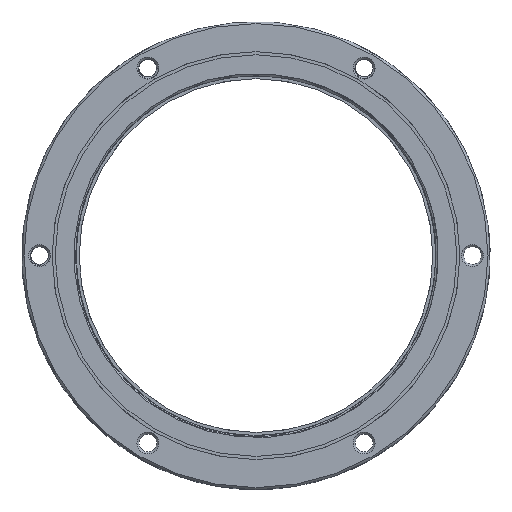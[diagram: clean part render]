
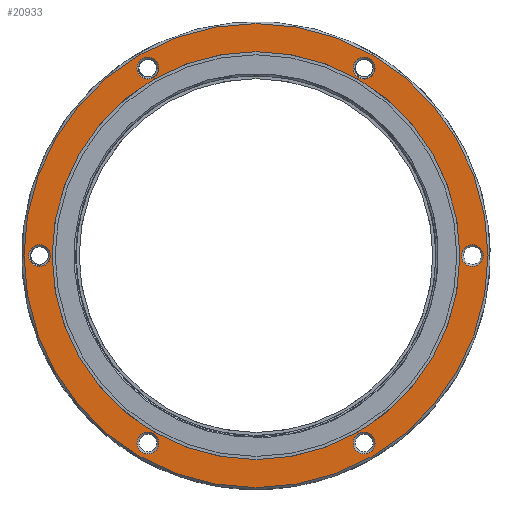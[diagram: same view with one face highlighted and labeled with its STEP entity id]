
A CAD part, left-side view. The second image highlights one B-rep face of the part: STEP entity #20933.
In plain terms, the highlighted planar face has unit normal (-1, 0, 0).
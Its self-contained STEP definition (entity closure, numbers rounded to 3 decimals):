
#579 = CARTESIAN_POINT ( 'NONE',  ( 8., 22.5, 0. ) ) ;
#1362 = ORIENTED_EDGE ( 'NONE', *, *, #22561, .T. ) ;
#1395 = AXIS2_PLACEMENT_3D ( 'NONE', #13547, #23717, #1871 ) ;
#1871 = DIRECTION ( 'NONE',  ( 0., 0., -1. ) ) ;
#2027 = FACE_BOUND ( 'NONE', #23443, .T. ) ;
#2176 = ORIENTED_EDGE ( 'NONE', *, *, #25189, .T. ) ;
#2399 = EDGE_CURVE ( 'NONE', #21146, #21146, #19094, .T. ) ;
#3106 = CIRCLE ( 'NONE', #8960, 1.05 ) ;
#3188 = DIRECTION ( 'NONE',  ( 0., 0., -1. ) ) ;
#3245 = DIRECTION ( 'NONE',  ( 0., 0., 1. ) ) ;
#3256 = EDGE_LOOP ( 'NONE', ( #1362 ) ) ;
#3280 = ORIENTED_EDGE ( 'NONE', *, *, #17689, .F. ) ;
#3378 = CARTESIAN_POINT ( 'NONE',  ( 8., 20.8, -1.05 ) ) ;
#3411 = EDGE_LOOP ( 'NONE', ( #9471 ) ) ;
#3489 = EDGE_LOOP ( 'NONE', ( #13283 ) ) ;
#3556 = AXIS2_PLACEMENT_3D ( 'NONE', #10089, #19875, #23967 ) ;
#4219 = AXIS2_PLACEMENT_3D ( 'NONE', #6498, #12402, #14759 ) ;
#5053 = EDGE_LOOP ( 'NONE', ( #12040 ) ) ;
#5459 = DIRECTION ( 'NONE',  ( -1., 0., 0. ) ) ;
#6029 = CIRCLE ( 'NONE', #3556, 22.3 ) ;
#6317 = FACE_BOUND ( 'NONE', #3489, .T. ) ;
#6378 = AXIS2_PLACEMENT_3D ( 'NONE', #579, #22015, #22274 ) ;
#6498 = CARTESIAN_POINT ( 'NONE',  ( 8., -10.4, -18.013 ) ) ;
#6525 = ORIENTED_EDGE ( 'NONE', *, *, #20429, .T. ) ;
#7578 = CIRCLE ( 'NONE', #4219, 1.05 ) ;
#7833 = CARTESIAN_POINT ( 'NONE',  ( 8., -10.4, 16.963 ) ) ;
#8420 = FACE_BOUND ( 'NONE', #24610, .T. ) ;
#8459 = CARTESIAN_POINT ( 'NONE',  ( 8., 20.8, 0. ) ) ;
#8760 = VERTEX_POINT ( 'NONE', #24746 ) ;
#8960 = AXIS2_PLACEMENT_3D ( 'NONE', #8459, #16436, #11872 ) ;
#9142 = DIRECTION ( 'NONE',  ( 1., 0., 0. ) ) ;
#9471 = ORIENTED_EDGE ( 'NONE', *, *, #24436, .T. ) ;
#9789 = VERTEX_POINT ( 'NONE', #7833 ) ;
#9855 = DIRECTION ( 'NONE',  ( 1., 0., 0. ) ) ;
#10089 = CARTESIAN_POINT ( 'NONE',  ( 8., 0., 0. ) ) ;
#11176 = AXIS2_PLACEMENT_3D ( 'NONE', #19185, #9142, #25110 ) ;
#11619 = VERTEX_POINT ( 'NONE', #13732 ) ;
#11872 = DIRECTION ( 'NONE',  ( 0., 0., -1. ) ) ;
#11970 = FACE_BOUND ( 'NONE', #3411, .T. ) ;
#12040 = ORIENTED_EDGE ( 'NONE', *, *, #24296, .T. ) ;
#12357 = FACE_OUTER_BOUND ( 'NONE', #15751, .T. ) ;
#12402 = DIRECTION ( 'NONE',  ( 1., 0., 0. ) ) ;
#12621 = ORIENTED_EDGE ( 'NONE', *, *, #12833, .T. ) ;
#12833 = EDGE_CURVE ( 'NONE', #8760, #8760, #6029, .T. ) ;
#13283 = ORIENTED_EDGE ( 'NONE', *, *, #2399, .T. ) ;
#13343 = VERTEX_POINT ( 'NONE', #3378 ) ;
#13547 = CARTESIAN_POINT ( 'NONE',  ( 8., -10.4, 18.013 ) ) ;
#13732 = CARTESIAN_POINT ( 'NONE',  ( 8., -10.4, -19.063 ) ) ;
#13775 = CIRCLE ( 'NONE', #16645, 19.6 ) ;
#14329 = PLANE ( 'NONE',  #6378 ) ;
#14759 = DIRECTION ( 'NONE',  ( 0., 0., -1. ) ) ;
#15297 = CARTESIAN_POINT ( 'NONE',  ( 8., 10.4, 16.963 ) ) ;
#15678 = VERTEX_POINT ( 'NONE', #17359 ) ;
#15751 = EDGE_LOOP ( 'NONE', ( #12621 ) ) ;
#16109 = DIRECTION ( 'NONE',  ( 0., 0., -1. ) ) ;
#16264 = FACE_BOUND ( 'NONE', #3256, .T. ) ;
#16436 = DIRECTION ( 'NONE',  ( 1., 0., 0. ) ) ;
#16645 = AXIS2_PLACEMENT_3D ( 'NONE', #19696, #5459, #3245 ) ;
#16782 = CARTESIAN_POINT ( 'NONE',  ( 8., -20.8, 0. ) ) ;
#16833 = AXIS2_PLACEMENT_3D ( 'NONE', #16782, #25054, #3188 ) ;
#17359 = CARTESIAN_POINT ( 'NONE',  ( 8., -20.8, -1.05 ) ) ;
#17525 = EDGE_LOOP ( 'NONE', ( #2176 ) ) ;
#17621 = VERTEX_POINT ( 'NONE', #25753 ) ;
#17689 = EDGE_CURVE ( 'NONE', #17621, #17621, #13775, .T. ) ;
#18079 = FACE_BOUND ( 'NONE', #17525, .T. ) ;
#19094 = CIRCLE ( 'NONE', #11176, 1.05 ) ;
#19185 = CARTESIAN_POINT ( 'NONE',  ( 8., 10.4, 18.013 ) ) ;
#19331 = VERTEX_POINT ( 'NONE', #25627 ) ;
#19696 = CARTESIAN_POINT ( 'NONE',  ( 8., 0., 0. ) ) ;
#19757 = CIRCLE ( 'NONE', #1395, 1.05 ) ;
#19875 = DIRECTION ( 'NONE',  ( -1., 0., 0. ) ) ;
#20429 = EDGE_CURVE ( 'NONE', #19331, #19331, #21823, .T. ) ;
#20933 = ADVANCED_FACE ( 'NONE', ( #12357, #2027, #16264, #24268, #11970, #6317, #18079, #8420 ), #14329, .F. ) ;
#21146 = VERTEX_POINT ( 'NONE', #15297 ) ;
#21823 = CIRCLE ( 'NONE', #25187, 1.05 ) ;
#22015 = DIRECTION ( 'NONE',  ( 1., 0., 0. ) ) ;
#22274 = DIRECTION ( 'NONE',  ( 0., 0., -1. ) ) ;
#22561 = EDGE_CURVE ( 'NONE', #11619, #11619, #7578, .T. ) ;
#23443 = EDGE_LOOP ( 'NONE', ( #6525 ) ) ;
#23717 = DIRECTION ( 'NONE',  ( 1., 0., 0. ) ) ;
#23967 = DIRECTION ( 'NONE',  ( 0., 0., -1. ) ) ;
#24268 = FACE_BOUND ( 'NONE', #5053, .T. ) ;
#24296 = EDGE_CURVE ( 'NONE', #15678, #15678, #24396, .T. ) ;
#24396 = CIRCLE ( 'NONE', #16833, 1.05 ) ;
#24436 = EDGE_CURVE ( 'NONE', #9789, #9789, #19757, .T. ) ;
#24610 = EDGE_LOOP ( 'NONE', ( #3280 ) ) ;
#24746 = CARTESIAN_POINT ( 'NONE',  ( 8., 0., -22.3 ) ) ;
#25054 = DIRECTION ( 'NONE',  ( 1., 0., 0. ) ) ;
#25110 = DIRECTION ( 'NONE',  ( 0., 0., -1. ) ) ;
#25187 = AXIS2_PLACEMENT_3D ( 'NONE', #25811, #9855, #16109 ) ;
#25189 = EDGE_CURVE ( 'NONE', #13343, #13343, #3106, .T. ) ;
#25627 = CARTESIAN_POINT ( 'NONE',  ( 8., 10.4, -19.063 ) ) ;
#25753 = CARTESIAN_POINT ( 'NONE',  ( 8., 0., 19.6 ) ) ;
#25811 = CARTESIAN_POINT ( 'NONE',  ( 8., 10.4, -18.013 ) ) ;
